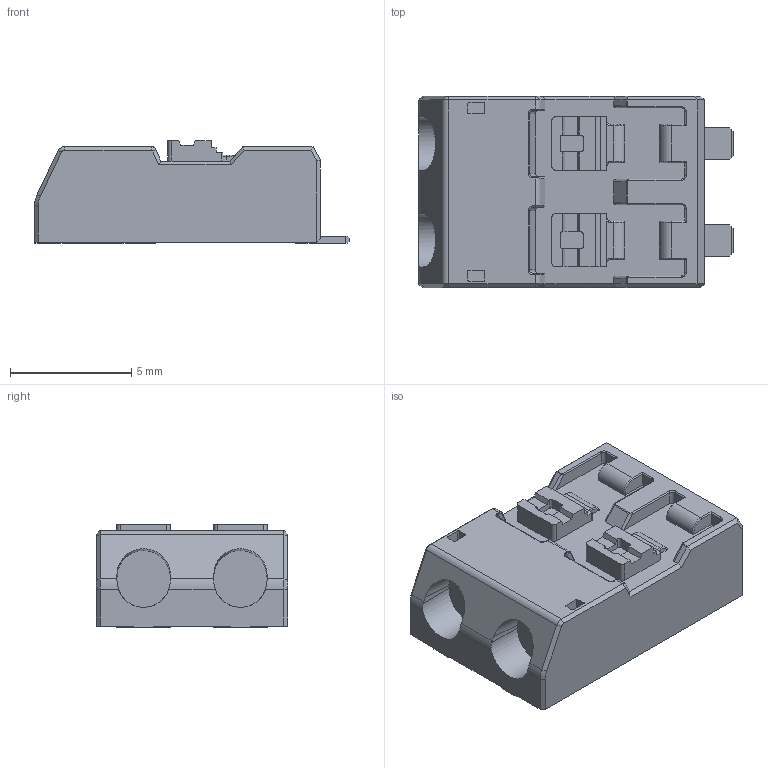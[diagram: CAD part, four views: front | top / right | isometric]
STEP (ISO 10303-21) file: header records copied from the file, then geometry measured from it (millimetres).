
FILE_DESCRIPTION((''),'2;1');
FILE_NAME('1041880210','2014-03-07T',('me'),(''),'PRO/ENGINEER BY PARAMETRIC TECHNOLOGY CORPORATION, 2011490','PRO/ENGINEER BY PARAMETRIC TECHNOLOGY CORPORATION, 2011490','');
FILE_SCHEMA(('CONFIG_CONTROL_DESIGN'));
Length unit declared in the file: millimetre
Products named in the file (1): 1041880210
Bounding box: 13 x 7.9 x 4.25 mm (x, y, z)
Volume: 330.7 mm3; surface area: 384.5 mm2
Topology: 1 solids, 1 shells, 321 faces, 885 edges, 570 vertices
Faces by surface type: plane 181, cylinder 106, torus 20, bspline 8, cone 6
Entity records: 11597 total; most frequent: CARTESIAN_POINT 3377, ORIENTED_EDGE 1738, DIRECTION 1655, EDGE_CURVE 869, VECTOR 625, LINE 625, VERTEX_POINT 554, AXIS2_PLACEMENT_3D 515
